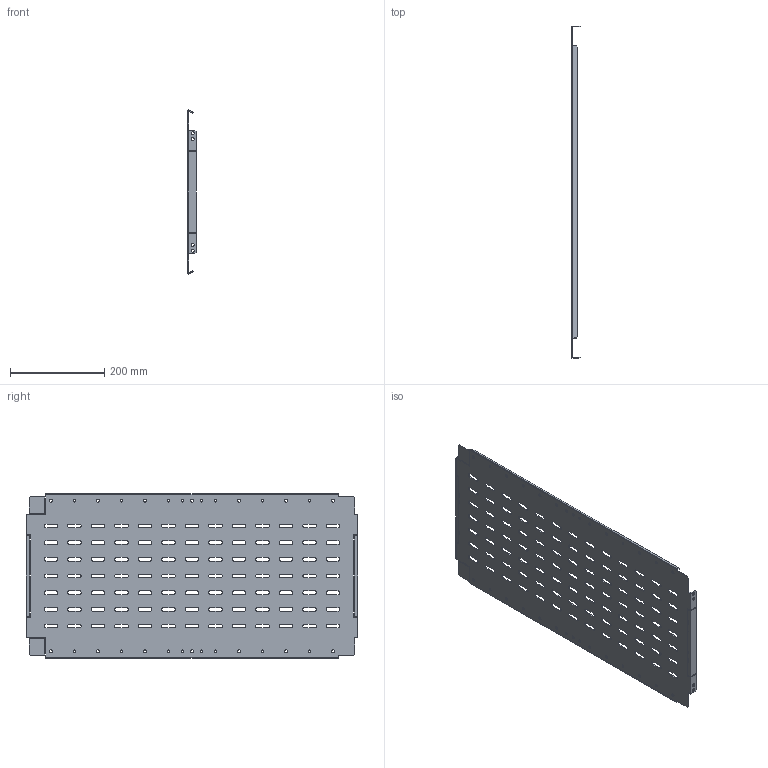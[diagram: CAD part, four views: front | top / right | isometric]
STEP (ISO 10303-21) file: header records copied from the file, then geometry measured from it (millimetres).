
FILE_DESCRIPTION (( 'STEP AP203' ), '1' );
FILE_NAME ('FO-00-SWV-035-080 FORMAT Ïåðåãîðîäêà ñåêöèîíèðîâàíèÿ âåðòèêàëüíàÿ 350õ800 IEK.STEP', '2024-07-04T12:28:41', ( '' ), ( '' ), 'SwSTEP 2.0', 'SolidWorks 2022', '' );
FILE_SCHEMA (( 'CONFIG_CONTROL_DESIGN' ));
Length unit declared in the file: millimetre
Products named in the file (1): FO-00-SWV-035-080 FORMAT Перегородка секционирования вертикальная 350х800 IEK
Bounding box: 17.5 x 705.5 x 348.93 mm (x, y, z)
Volume: 365363 mm3; surface area: 502456.5 mm2
Topology: 1 solids, 1 shells, 568 faces, 1722 edges, 1148 vertices
Faces by surface type: plane 310, cylinder 258
Entity records: 20051 total; most frequent: ORIENTED_EDGE 3444, CARTESIAN_POINT 3439, DIRECTION 3376, EDGE_CURVE 1722, LINE 1206, VECTOR 1206, VERTEX_POINT 1148, AXIS2_PLACEMENT_3D 1085
